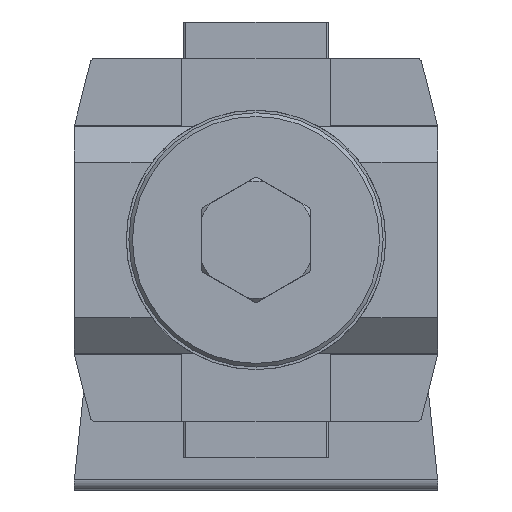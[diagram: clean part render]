
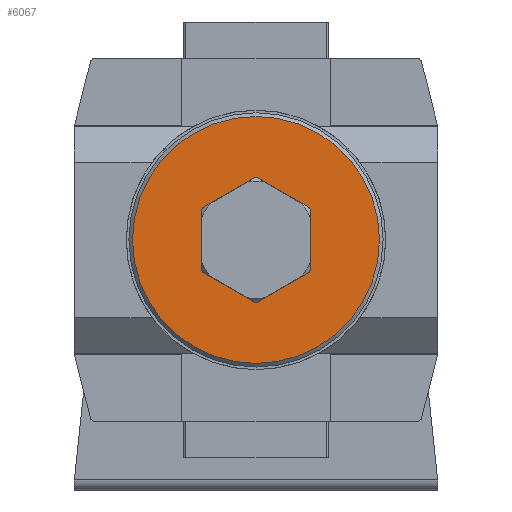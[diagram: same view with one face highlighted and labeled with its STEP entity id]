
A CAD part, front view. The second image highlights one B-rep face of the part: STEP entity #6067.
In plain terms, the highlighted planar face has unit normal (0, -1, 0).
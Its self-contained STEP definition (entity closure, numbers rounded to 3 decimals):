
#226=CIRCLE('',#6388,12.);
#227=CIRCLE('',#6391,12.);
#228=CIRCLE('',#6394,12.);
#229=CIRCLE('',#6397,12.);
#230=CIRCLE('',#6400,12.);
#231=CIRCLE('',#6403,12.);
#234=CIRCLE('',#6409,23.793);
#860=ORIENTED_EDGE('',*,*,#1881,.T.);
#861=ORIENTED_EDGE('',*,*,#1879,.F.);
#862=ORIENTED_EDGE('',*,*,#1877,.T.);
#863=ORIENTED_EDGE('',*,*,#1875,.F.);
#864=ORIENTED_EDGE('',*,*,#1873,.T.);
#865=ORIENTED_EDGE('',*,*,#1871,.F.);
#866=ORIENTED_EDGE('',*,*,#1869,.T.);
#867=ORIENTED_EDGE('',*,*,#1867,.F.);
#868=ORIENTED_EDGE('',*,*,#1865,.T.);
#869=ORIENTED_EDGE('',*,*,#1863,.F.);
#870=ORIENTED_EDGE('',*,*,#1861,.T.);
#871=ORIENTED_EDGE('',*,*,#1859,.F.);
#872=ORIENTED_EDGE('',*,*,#1890,.T.);
#1859=EDGE_CURVE('',#2412,#2413,#226,.T.);
#1861=EDGE_CURVE('',#2414,#2413,#2801,.T.);
#1863=EDGE_CURVE('',#2414,#2415,#227,.T.);
#1865=EDGE_CURVE('',#2416,#2415,#2804,.T.);
#1867=EDGE_CURVE('',#2416,#2417,#228,.T.);
#1869=EDGE_CURVE('',#2418,#2417,#2807,.T.);
#1871=EDGE_CURVE('',#2418,#2419,#229,.T.);
#1873=EDGE_CURVE('',#2420,#2419,#2810,.T.);
#1875=EDGE_CURVE('',#2420,#2421,#230,.T.);
#1877=EDGE_CURVE('',#2422,#2421,#2813,.T.);
#1879=EDGE_CURVE('',#2422,#2423,#231,.T.);
#1881=EDGE_CURVE('',#2412,#2423,#2816,.T.);
#1890=EDGE_CURVE('',#2432,#2432,#234,.T.);
#2412=VERTEX_POINT('',#8592);
#2413=VERTEX_POINT('',#8594);
#2414=VERTEX_POINT('',#8598);
#2415=VERTEX_POINT('',#8602);
#2416=VERTEX_POINT('',#8606);
#2417=VERTEX_POINT('',#8610);
#2418=VERTEX_POINT('',#8614);
#2419=VERTEX_POINT('',#8618);
#2420=VERTEX_POINT('',#8622);
#2421=VERTEX_POINT('',#8626);
#2422=VERTEX_POINT('',#8630);
#2423=VERTEX_POINT('',#8634);
#2432=VERTEX_POINT('',#8657);
#2801=LINE('',#8597,#3217);
#2804=LINE('',#8605,#3220);
#2807=LINE('',#8613,#3223);
#2810=LINE('',#8621,#3226);
#2813=LINE('',#8629,#3229);
#2816=LINE('',#8637,#3232);
#3217=VECTOR('',#7150,1000.);
#3220=VECTOR('',#7159,1000.);
#3223=VECTOR('',#7168,1000.);
#3226=VECTOR('',#7177,1000.);
#3229=VECTOR('',#7186,1000.);
#3232=VECTOR('',#7195,1000.);
#3586=EDGE_LOOP('',(#860,#861,#862,#863,#864,#865,#866,#867,#868,#869,#870,
#871));
#3587=EDGE_LOOP('',(#872));
#3880=FACE_BOUND('',#3586,.T.);
#3881=FACE_BOUND('',#3587,.T.);
#4123=PLANE('',#6408);
#6067=ADVANCED_FACE('',(#3880,#3881),#4123,.F.);
#6388=AXIS2_PLACEMENT_3D('',#8593,#7145,#7146);
#6391=AXIS2_PLACEMENT_3D('',#8601,#7154,#7155);
#6394=AXIS2_PLACEMENT_3D('',#8609,#7163,#7164);
#6397=AXIS2_PLACEMENT_3D('',#8617,#7172,#7173);
#6400=AXIS2_PLACEMENT_3D('',#8625,#7181,#7182);
#6403=AXIS2_PLACEMENT_3D('',#8633,#7190,#7191);
#6408=AXIS2_PLACEMENT_3D('',#8655,#7208,#7209);
#6409=AXIS2_PLACEMENT_3D('',#8656,#7210,#7211);
#7145=DIRECTION('',(0.,-1.,0.));
#7146=DIRECTION('',(0.,0.,-1.));
#7150=DIRECTION('',(-0.866,0.,0.5));
#7154=DIRECTION('',(0.,-1.,0.));
#7155=DIRECTION('',(0.,0.,-1.));
#7159=DIRECTION('',(-0.866,0.,-0.5));
#7163=DIRECTION('',(0.,-1.,0.));
#7164=DIRECTION('',(0.,0.,-1.));
#7168=DIRECTION('',(0.,0.,-1.));
#7172=DIRECTION('',(0.,-1.,0.));
#7173=DIRECTION('',(0.,0.,-1.));
#7177=DIRECTION('',(0.866,0.,-0.5));
#7181=DIRECTION('',(0.,-1.,0.));
#7182=DIRECTION('',(0.,0.,-1.));
#7186=DIRECTION('',(0.866,0.,0.5));
#7190=DIRECTION('',(0.,-1.,0.));
#7191=DIRECTION('',(0.,0.,-1.));
#7195=DIRECTION('',(0.,0.,1.));
#7208=DIRECTION('',(0.,1.,0.));
#7209=DIRECTION('',(0.,0.,1.));
#7210=DIRECTION('',(0.,-1.,0.));
#7211=DIRECTION('',(0.,0.,-1.));
#8592=CARTESIAN_POINT('',(-10.5,-80.2,-5.809));
#8593=CARTESIAN_POINT('',(0.,-80.2,0.));
#8594=CARTESIAN_POINT('',(-10.281,-80.2,-6.189));
#8597=CARTESIAN_POINT('',(0.,-80.2,-12.124));
#8598=CARTESIAN_POINT('',(-0.219,-80.2,-11.998));
#8601=CARTESIAN_POINT('',(0.,-80.2,0.));
#8602=CARTESIAN_POINT('',(0.219,-80.2,-11.998));
#8605=CARTESIAN_POINT('',(10.5,-80.2,-6.062));
#8606=CARTESIAN_POINT('',(10.281,-80.2,-6.189));
#8609=CARTESIAN_POINT('',(0.,-80.2,0.));
#8610=CARTESIAN_POINT('',(10.5,-80.2,-5.809));
#8613=CARTESIAN_POINT('',(10.5,-80.2,6.062));
#8614=CARTESIAN_POINT('',(10.5,-80.2,5.809));
#8617=CARTESIAN_POINT('',(0.,-80.2,0.));
#8618=CARTESIAN_POINT('',(10.281,-80.2,6.189));
#8621=CARTESIAN_POINT('',(0.,-80.2,12.124));
#8622=CARTESIAN_POINT('',(0.219,-80.2,11.998));
#8625=CARTESIAN_POINT('',(0.,-80.2,0.));
#8626=CARTESIAN_POINT('',(-0.219,-80.2,11.998));
#8629=CARTESIAN_POINT('',(-10.5,-80.2,6.062));
#8630=CARTESIAN_POINT('',(-10.281,-80.2,6.189));
#8633=CARTESIAN_POINT('',(0.,-80.2,0.));
#8634=CARTESIAN_POINT('',(-10.5,-80.2,5.809));
#8637=CARTESIAN_POINT('',(-10.5,-80.2,-6.062));
#8655=CARTESIAN_POINT('',(23.793,-80.2,0.));
#8656=CARTESIAN_POINT('',(0.,-80.2,0.));
#8657=CARTESIAN_POINT('',(0.,-80.2,-23.793));
